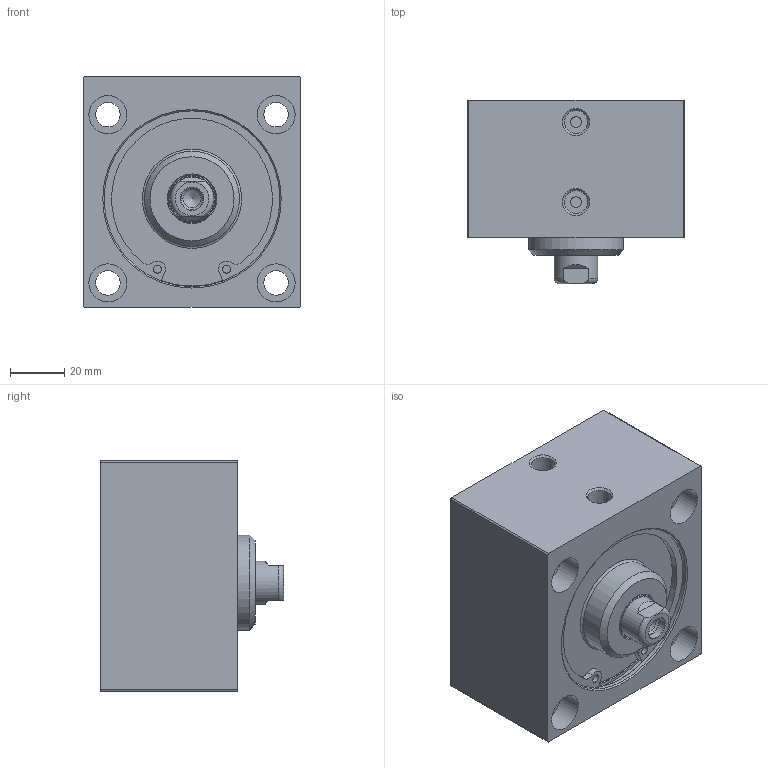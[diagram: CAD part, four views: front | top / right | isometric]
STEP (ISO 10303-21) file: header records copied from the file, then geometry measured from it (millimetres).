
FILE_DESCRIPTION((''),'2;1');
FILE_NAME('RD063.015.GS.F.stp','2014-07-29T12:02:40',('carlo.corazza'),(''),'Autodesk Inventor 2012','Autodesk Inventor 2012','');
FILE_SCHEMA(('AUTOMOTIVE_DESIGN { 1 0 10303 214 1 1 1 1 }'));
Length unit declared in the file: millimetre
Products named in the file (4): RD063..GS.F; CORPO-015; STELO-015; TA
Assembly tree (3 placements, depth 2):
  RD063..GS.F
    CORPO-015
    STELO-015
    TA
Bounding box: 80 x 67.5 x 85 mm (x, y, z)
Volume: 323344.9 mm3; surface area: 53906.4 mm2
Topology: 3 solids, 3 shells, 114 faces, 229 edges, 142 vertices
Faces by surface type: cylinder 44, plane 37, cone 25, torus 8
Full cylindrical faces by diameter (mm): 3 x2, 4 x2, 6.647 x2, 8.25 x1, 8.566 x2, 9 x4, 14 x8, 16 x1, 16.54 x1, 17.7 x1, 18 x1, 20.32 x1, 20.5 x1, 35 x1, 64.8 x3, 68 x1
Entity records: 2934 total; most frequent: CARTESIAN_POINT 519, DIRECTION 508, ORIENTED_EDGE 310, AXIS2_PLACEMENT_3D 236, EDGE_LOOP 210, EDGE_CURVE 155, VERTEX_POINT 133, FACE_OUTER_BOUND 114
